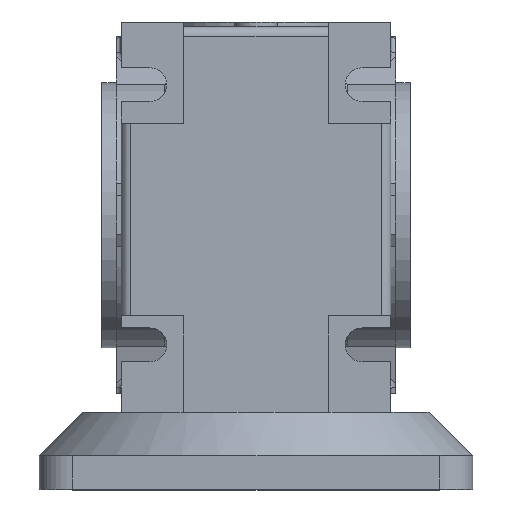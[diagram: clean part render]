
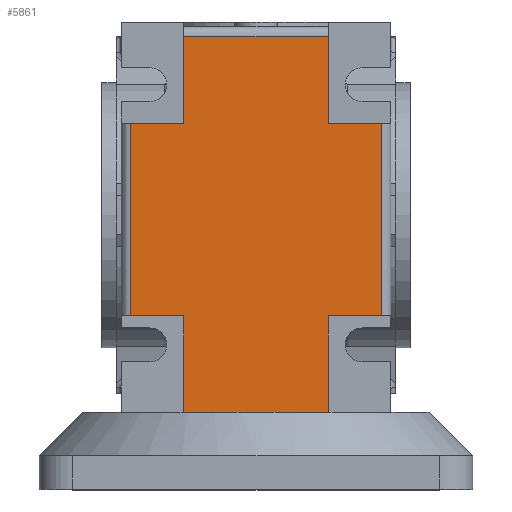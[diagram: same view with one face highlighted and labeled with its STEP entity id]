
A CAD part, top view. The second image highlights one B-rep face of the part: STEP entity #5861.
In plain terms, the highlighted planar face has unit normal (0, 0, 1).
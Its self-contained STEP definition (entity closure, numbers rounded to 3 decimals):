
#5683=CARTESIAN_POINT('',(-48.,94.,-7.5));
#5684=VERTEX_POINT('',#5683);
#5692=CARTESIAN_POINT('',(-18.,94.,-7.5));
#5693=VERTEX_POINT('',#5692);
#5694=CARTESIAN_POINT('',(-48.,94.,-7.5));
#5695=DIRECTION('',(1.0,0.0,0.0));
#5696=VECTOR('',#5695,30.);
#5697=LINE('',#5694,#5696);
#5698=EDGE_CURVE('',#5684,#5693,#5697,.T.);
#5767=CARTESIAN_POINT('',(-33.0,56.19,-7.5));
#5768=DIRECTION('',(0.0,0.0,1.0));
#5769=DIRECTION('',(1.0,0.0,0.0));
#5770=AXIS2_PLACEMENT_3D('',#5767,#5768,#5769);
#5771=PLANE('',#5770);
#5772=ORIENTED_EDGE('',*,*,#5698,.F.);
#5773=CARTESIAN_POINT('',(-48.,76.0,-7.5));
#5774=VERTEX_POINT('',#5773);
#5775=CARTESIAN_POINT('',(-48.,94.,-7.5));
#5776=DIRECTION('',(0.0,-1.0,0.0));
#5777=VECTOR('',#5776,18.);
#5778=LINE('',#5775,#5777);
#5779=EDGE_CURVE('',#5684,#5774,#5778,.T.);
#5780=ORIENTED_EDGE('',*,*,#5779,.T.);
#5781=CARTESIAN_POINT('',(-59.,76.0,-7.5));
#5782=VERTEX_POINT('',#5781);
#5783=CARTESIAN_POINT('',(-48.,76.0,-7.5));
#5784=DIRECTION('',(-1.0,0.0,0.0));
#5785=VECTOR('',#5784,11.0);
#5786=LINE('',#5783,#5785);
#5787=EDGE_CURVE('',#5774,#5782,#5786,.T.);
#5788=ORIENTED_EDGE('',*,*,#5787,.T.);
#5789=CARTESIAN_POINT('',(-59.,36.,-7.5));
#5790=VERTEX_POINT('',#5789);
#5791=CARTESIAN_POINT('',(-59.,36.,-7.5));
#5792=DIRECTION('',(0.0,1.0,0.0));
#5793=VECTOR('',#5792,40.);
#5794=LINE('',#5791,#5793);
#5795=EDGE_CURVE('',#5790,#5782,#5794,.T.);
#5796=ORIENTED_EDGE('',*,*,#5795,.F.);
#5797=CARTESIAN_POINT('',(-48.,36.0,-7.5));
#5798=VERTEX_POINT('',#5797);
#5799=CARTESIAN_POINT('',(-59.,36.,-7.5));
#5800=DIRECTION('',(1.0,0.0,0.0));
#5801=VECTOR('',#5800,11.);
#5802=LINE('',#5799,#5801);
#5803=EDGE_CURVE('',#5790,#5798,#5802,.T.);
#5804=ORIENTED_EDGE('',*,*,#5803,.T.);
#5805=CARTESIAN_POINT('',(-48.,16.,-7.5));
#5806=VERTEX_POINT('',#5805);
#5807=CARTESIAN_POINT('',(-48.,36.0,-7.5));
#5808=DIRECTION('',(0.0,-1.0,0.0));
#5809=VECTOR('',#5808,20.);
#5810=LINE('',#5807,#5809);
#5811=EDGE_CURVE('',#5798,#5806,#5810,.T.);
#5812=ORIENTED_EDGE('',*,*,#5811,.T.);
#5813=CARTESIAN_POINT('',(-18.,16.,-7.5));
#5814=VERTEX_POINT('',#5813);
#5815=CARTESIAN_POINT('',(-48.,16.,-7.5));
#5816=DIRECTION('',(1.0,0.0,0.0));
#5817=VECTOR('',#5816,30.);
#5818=LINE('',#5815,#5817);
#5819=EDGE_CURVE('',#5806,#5814,#5818,.T.);
#5820=ORIENTED_EDGE('',*,*,#5819,.T.);
#5821=CARTESIAN_POINT('',(-18.,36.0,-7.5));
#5822=VERTEX_POINT('',#5821);
#5823=CARTESIAN_POINT('',(-18.,16.,-7.5));
#5824=DIRECTION('',(0.0,1.0,0.0));
#5825=VECTOR('',#5824,20.);
#5826=LINE('',#5823,#5825);
#5827=EDGE_CURVE('',#5814,#5822,#5826,.T.);
#5828=ORIENTED_EDGE('',*,*,#5827,.T.);
#5829=CARTESIAN_POINT('',(-7.,36.,-7.5));
#5830=VERTEX_POINT('',#5829);
#5831=CARTESIAN_POINT('',(-18.,36.0,-7.5));
#5832=DIRECTION('',(1.0,0.0,0.0));
#5833=VECTOR('',#5832,11.);
#5834=LINE('',#5831,#5833);
#5835=EDGE_CURVE('',#5822,#5830,#5834,.T.);
#5836=ORIENTED_EDGE('',*,*,#5835,.T.);
#5837=CARTESIAN_POINT('',(-7.,76.0,-7.5));
#5838=VERTEX_POINT('',#5837);
#5839=CARTESIAN_POINT('',(-7.,76.0,-7.5));
#5840=DIRECTION('',(0.0,-1.0,0.0));
#5841=VECTOR('',#5840,40.);
#5842=LINE('',#5839,#5841);
#5843=EDGE_CURVE('',#5838,#5830,#5842,.T.);
#5844=ORIENTED_EDGE('',*,*,#5843,.F.);
#5845=CARTESIAN_POINT('',(-18.,76.0,-7.5));
#5846=VERTEX_POINT('',#5845);
#5847=CARTESIAN_POINT('',(-7.,76.0,-7.5));
#5848=DIRECTION('',(-1.0,0.0,0.0));
#5849=VECTOR('',#5848,11.);
#5850=LINE('',#5847,#5849);
#5851=EDGE_CURVE('',#5838,#5846,#5850,.T.);
#5852=ORIENTED_EDGE('',*,*,#5851,.T.);
#5853=CARTESIAN_POINT('',(-18.,76.0,-7.5));
#5854=DIRECTION('',(0.0,1.0,0.0));
#5855=VECTOR('',#5854,18.);
#5856=LINE('',#5853,#5855);
#5857=EDGE_CURVE('',#5846,#5693,#5856,.T.);
#5858=ORIENTED_EDGE('',*,*,#5857,.T.);
#5859=EDGE_LOOP('',(#5772,#5780,#5788,#5796,#5804,#5812,#5820,#5828,#5836,#5844,#5852,#5858));
#5860=FACE_OUTER_BOUND('',#5859,.T.);
#5861=ADVANCED_FACE('',(#5860),#5771,.T.);
